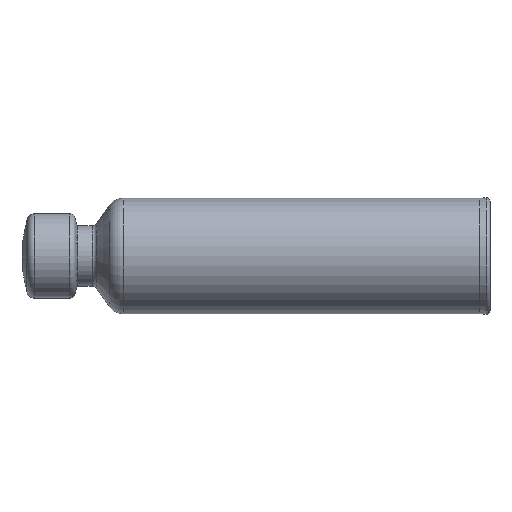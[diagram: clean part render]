
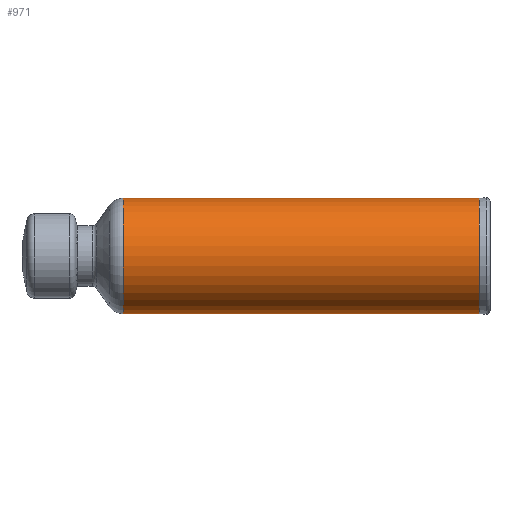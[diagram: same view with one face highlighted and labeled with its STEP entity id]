
A CAD part, top view. The second image highlights one B-rep face of the part: STEP entity #971.
In plain terms, the highlighted cylindrical face has radius 5.475 mm (diameter 10.95 mm), a partial arc.
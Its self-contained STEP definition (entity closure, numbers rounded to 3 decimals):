
#129=CARTESIAN_POINT('',(-1.039,0.,0.));
#130=DIRECTION('',(1.,0.,0.));
#131=DIRECTION('',(0.,1.,0.));
#132=AXIS2_PLACEMENT_3D('',#129,#130,#131);
#178=DIRECTION('',(-1.,0.,0.));
#179=VECTOR('',#178,33.79);
#180=CARTESIAN_POINT('',(-1.039,5.475,0.));
#181=LINE('',#180,#179);
#185=DIRECTION('',(-1.,0.,0.));
#186=VECTOR('',#185,33.79);
#187=CARTESIAN_POINT('',(-1.039,-5.475,0.));
#188=LINE('',#187,#186);
#424=CARTESIAN_POINT('',(-34.829,0.,0.));
#425=DIRECTION('',(-1.,0.,0.));
#426=DIRECTION('',(0.,-1.,0.));
#427=AXIS2_PLACEMENT_3D('',#424,#425,#426);
#872=CARTESIAN_POINT('',(-34.829,-5.475,0.));
#873=CARTESIAN_POINT('',(-34.829,5.475,0.));
#874=VERTEX_POINT('',#872);
#875=VERTEX_POINT('',#873);
#932=CARTESIAN_POINT('',(-1.039,5.475,0.));
#933=CARTESIAN_POINT('',(-1.039,-5.475,0.));
#934=VERTEX_POINT('',#932);
#935=VERTEX_POINT('',#933);
#956=CARTESIAN_POINT('',(-44.625,0.,0.));
#957=DIRECTION('',(1.,0.,0.));
#958=DIRECTION('',(0.,-1.,0.));
#959=AXIS2_PLACEMENT_3D('',#956,#957,#958);
#960=CYLINDRICAL_SURFACE('',#959,5.475);
#962=ORIENTED_EDGE('',*,*,#961,.T.);
#964=ORIENTED_EDGE('',*,*,#963,.T.);
#966=ORIENTED_EDGE('',*,*,#965,.T.);
#968=ORIENTED_EDGE('',*,*,#967,.F.);
#969=EDGE_LOOP('',(#962,#964,#966,#968));
#970=FACE_OUTER_BOUND('',#969,.F.);
#971=ADVANCED_FACE('',(#970),#960,.T.);
#133=CIRCLE('',#132,5.475);
#428=CIRCLE('',#427,5.475);
#961=EDGE_CURVE('',#934,#935,#133,.T.);
#963=EDGE_CURVE('',#935,#874,#188,.T.);
#965=EDGE_CURVE('',#874,#875,#428,.T.);
#967=EDGE_CURVE('',#934,#875,#181,.T.);
